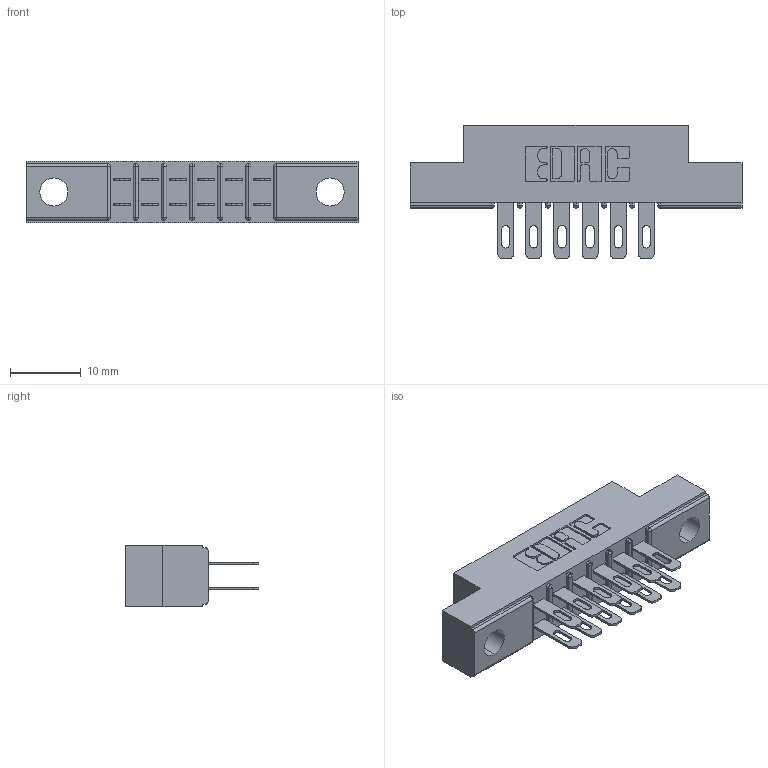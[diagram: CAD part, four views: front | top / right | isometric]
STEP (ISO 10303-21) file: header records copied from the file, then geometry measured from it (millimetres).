
FILE_DESCRIPTION (( 'STEP AP203' ), '1' );
FILE_NAME ('305-012-500-504.STEP', '2019-09-09T11:12:50', ( '' ), ( '' ), 'SwSTEP 2.0', 'SolidWorks 2016', '' );
FILE_SCHEMA (( 'CONFIG_CONTROL_DESIGN' ));
Length unit declared in the file: inch
Products named in the file (3): 305-290-001_500; 305-012-500-504; 305 Part_.156 Dia
Assembly tree (13 placements, depth 2):
  305-012-500-504
    305 Part_.156 Dia
    305-290-001_500  x12
Bounding box: 46.79 x 18.85 x 8.71 mm (x, y, z)
Volume: 2797.9 mm3; surface area: 4668.4 mm2
Topology: 13 solids, 13 shells, 730 faces, 2074 edges, 1348 vertices
Faces by surface type: plane 418, cylinder 288, sphere 24
Entity records: 11319 total; most frequent: CARTESIAN_POINT 1878, ORIENTED_EDGE 1856, DIRECTION 1840, EDGE_CURVE 928, VECTOR 716, LINE 716, VERTEX_POINT 600, AXIS2_PLACEMENT_3D 562
